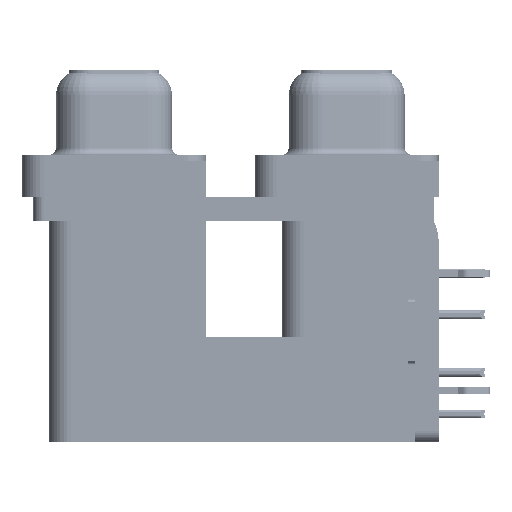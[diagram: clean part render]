
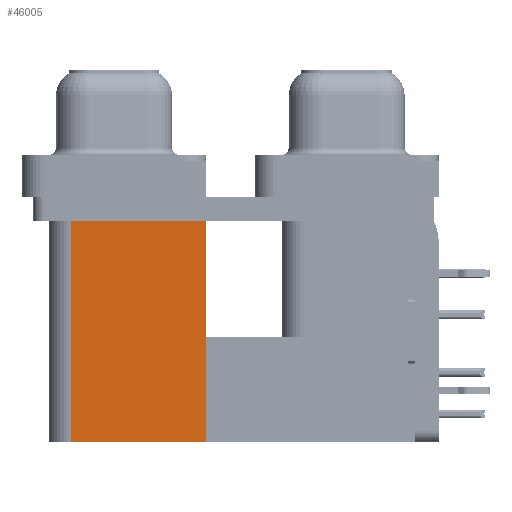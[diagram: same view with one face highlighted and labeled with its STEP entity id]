
A CAD part, left-side view. The second image highlights one B-rep face of the part: STEP entity #46005.
In plain terms, the highlighted planar face has unit normal (-1, 0, 0).
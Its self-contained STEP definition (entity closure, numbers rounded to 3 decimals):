
#865 = PLANE ( 'NONE',  #51809 ) ;
#2024 = ORIENTED_EDGE ( 'NONE', *, *, #6356, .F. ) ;
#4608 = EDGE_LOOP ( 'NONE', ( #13096, #2024, #18967, #41185 ) ) ;
#6129 = CARTESIAN_POINT ( 'NONE',  ( 3.7, 18.8, -19.2 ) ) ;
#6356 = EDGE_CURVE ( 'NONE', #55479, #47388, #15057, .T. ) ;
#11589 = VECTOR ( 'NONE', #24889, 1000. ) ;
#11617 = DIRECTION ( 'NONE',  ( 1., 0., 0. ) ) ;
#13096 = ORIENTED_EDGE ( 'NONE', *, *, #48958, .T. ) ;
#15057 = LINE ( 'NONE', #6129, #11589 ) ;
#18568 = VECTOR ( 'NONE', #58654, 1000. ) ;
#18967 = ORIENTED_EDGE ( 'NONE', *, *, #43042, .F. ) ;
#20934 = LINE ( 'NONE', #58951, #18568 ) ;
#20942 = DIRECTION ( 'NONE',  ( 0., 0., 1. ) ) ;
#24889 = DIRECTION ( 'NONE',  ( 0., 0., 1. ) ) ;
#25093 = EDGE_CURVE ( 'NONE', #54340, #34069, #48850, .T. ) ;
#29519 = VECTOR ( 'NONE', #40878, 1000. ) ;
#30356 = DIRECTION ( 'NONE',  ( 0., 1., 0. ) ) ;
#30365 = CARTESIAN_POINT ( 'NONE',  ( 3.7, 18.8, -2.5 ) ) ;
#31030 = CARTESIAN_POINT ( 'NONE',  ( 3.7, 9.6, -19.2 ) ) ;
#33096 = CARTESIAN_POINT ( 'NONE',  ( 3.7, 18.8, -19.2 ) ) ;
#33773 = CARTESIAN_POINT ( 'NONE',  ( 3.7, 9.6, -2.5 ) ) ;
#34069 = VERTEX_POINT ( 'NONE', #33773 ) ;
#34738 = CARTESIAN_POINT ( 'NONE',  ( 3.7, 9.6, -19.2 ) ) ;
#39980 = CARTESIAN_POINT ( 'NONE',  ( 3.7, 9.6, -19.2 ) ) ;
#40878 = DIRECTION ( 'NONE',  ( 0., 1., 0. ) ) ;
#41185 = ORIENTED_EDGE ( 'NONE', *, *, #25093, .T. ) ;
#43042 = EDGE_CURVE ( 'NONE', #54340, #55479, #49470, .T. ) ;
#46005 = ADVANCED_FACE ( 'NONE', ( #53676 ), #865, .F. ) ;
#47388 = VERTEX_POINT ( 'NONE', #30365 ) ;
#47844 = CARTESIAN_POINT ( 'NONE',  ( 3.7, 9.6, -19.2 ) ) ;
#48850 = LINE ( 'NONE', #34738, #60595 ) ;
#48958 = EDGE_CURVE ( 'NONE', #34069, #47388, #20934, .T. ) ;
#49470 = LINE ( 'NONE', #39980, #29519 ) ;
#51809 = AXIS2_PLACEMENT_3D ( 'NONE', #47844, #11617, #30356 ) ;
#53676 = FACE_OUTER_BOUND ( 'NONE', #4608, .T. ) ;
#54340 = VERTEX_POINT ( 'NONE', #31030 ) ;
#55479 = VERTEX_POINT ( 'NONE', #33096 ) ;
#58654 = DIRECTION ( 'NONE',  ( 0., 1., 0. ) ) ;
#58951 = CARTESIAN_POINT ( 'NONE',  ( 3.7, 9.6, -2.5 ) ) ;
#60595 = VECTOR ( 'NONE', #20942, 1000. ) ;
